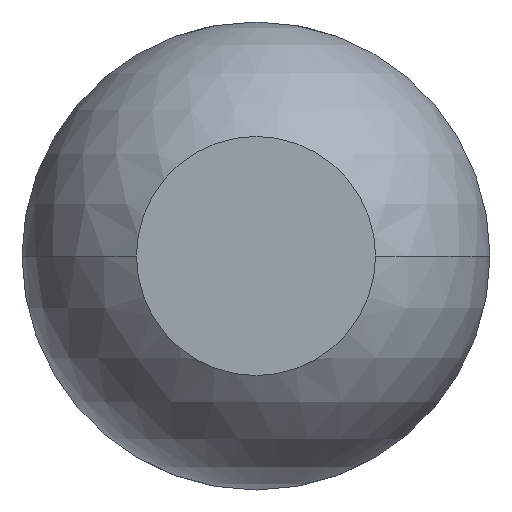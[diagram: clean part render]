
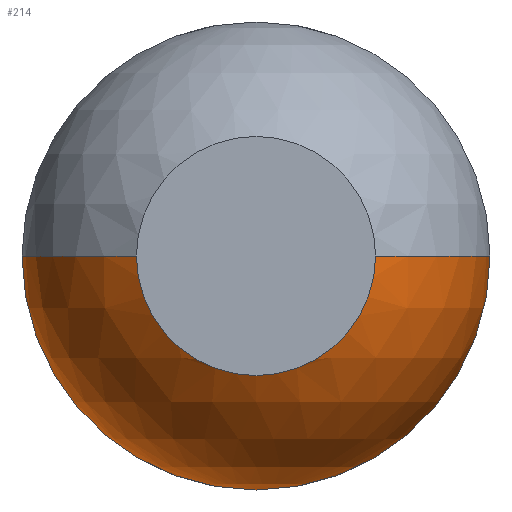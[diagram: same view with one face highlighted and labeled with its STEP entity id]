
A CAD part, front view. The second image highlights one B-rep face of the part: STEP entity #214.
In plain terms, the highlighted spherical face has radius 0.685 mm.
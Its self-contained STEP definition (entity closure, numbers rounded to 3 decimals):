
#44 = CARTESIAN_POINT ( 'NONE',  ( 0., -27., 0. ) ) ;
#132 = DIRECTION ( 'NONE',  ( 0., 0., -1. ) ) ;
#171 = EDGE_CURVE ( 'NONE', #515, #922, #2865, .T. ) ;
#214 = ADVANCED_FACE ( 'Defeature ausgef�hrt1_4', ( #494 ), #3161, .T. ) ;
#261 = EDGE_CURVE ( 'Defeature ausgef�hrt1_17+Defeature ausgef�hrt1_4+Defeature ausgef�hrt1_4+Defeature ausgef�hrt1_4', #2259, #3661, #2301, .T. ) ;
#351 = CARTESIAN_POINT ( 'NONE',  ( 0., -26.411, 0. ) ) ;
#371 = DIRECTION ( 'NONE',  ( 0., 0., -1. ) ) ;
#427 = DIRECTION ( 'NONE',  ( 0., 0., -1. ) ) ;
#494 = FACE_OUTER_BOUND ( 'NONE', #4000, .T. ) ;
#515 = VERTEX_POINT ( 'NONE', #1803 ) ;
#557 = ORIENTED_EDGE ( 'NONE', *, *, #261, .F. ) ;
#707 = AXIS2_PLACEMENT_3D ( 'NONE', #1709, #3986, #427 ) ;
#841 = EDGE_CURVE ( 'Defeature ausgef�hrt1_5+Defeature ausgef�hrt1_4+Defeature ausgef�hrt1_4+Defeature ausgef�hrt1_4', #3253, #1324, #2515, .T. ) ;
#876 = AXIS2_PLACEMENT_3D ( 'NONE', #1979, #2606, #3911 ) ;
#922 = VERTEX_POINT ( 'NONE', #3785 ) ;
#1316 = AXIS2_PLACEMENT_3D ( 'NONE', #351, #3569, #1363 ) ;
#1324 = VERTEX_POINT ( 'NONE', #3446 ) ;
#1363 = DIRECTION ( 'NONE',  ( 1., 0., 0. ) ) ;
#1394 = CARTESIAN_POINT ( 'NONE',  ( 0., -26.411, 0. ) ) ;
#1496 = CARTESIAN_POINT ( 'NONE',  ( 0., -26.411, 0. ) ) ;
#1573 = AXIS2_PLACEMENT_3D ( 'NONE', #3250, #3935, #3607 ) ;
#1709 = CARTESIAN_POINT ( 'NONE',  ( 0., -27., 0. ) ) ;
#1798 = ORIENTED_EDGE ( 'NONE', *, *, #841, .F. ) ;
#1803 = CARTESIAN_POINT ( 'NONE',  ( 0.35, -27., 0. ) ) ;
#1854 = AXIS2_PLACEMENT_3D ( 'NONE', #44, #1982, #371 ) ;
#1979 = CARTESIAN_POINT ( 'NONE',  ( 0., -26.411, 0. ) ) ;
#1982 = DIRECTION ( 'NONE',  ( 0., -1., 0. ) ) ;
#1986 = CIRCLE ( 'NONE', #3131, 0.685 ) ;
#2022 = DIRECTION ( 'NONE',  ( 0., 1., 0. ) ) ;
#2047 = DIRECTION ( 'NONE',  ( 0., 0., 1. ) ) ;
#2103 = ORIENTED_EDGE ( 'NONE', *, *, #171, .F. ) ;
#2152 = ORIENTED_EDGE ( 'NONE', *, *, #3382, .F. ) ;
#2259 = VERTEX_POINT ( 'NONE', #3940 ) ;
#2301 = CIRCLE ( 'NONE', #707, 0.35 ) ;
#2515 = CIRCLE ( 'NONE', #3812, 0.685 ) ;
#2606 = DIRECTION ( 'NONE',  ( 0., 0., 1. ) ) ;
#2716 = DIRECTION ( 'NONE',  ( -1., 0., 0. ) ) ;
#2785 = EDGE_CURVE ( 'NONE', #2259, #1324, #1986, .T. ) ;
#2865 = CIRCLE ( 'NONE', #876, 0.685 ) ;
#3131 = AXIS2_PLACEMENT_3D ( 'NONE', #1394, #132, #2716 ) ;
#3161 = SPHERICAL_SURFACE ( 'NONE', #1316, 0.685 ) ;
#3215 = ORIENTED_EDGE ( 'NONE', *, *, #3982, .F. ) ;
#3244 = ORIENTED_EDGE ( 'NONE', *, *, #2785, .T. ) ;
#3250 = CARTESIAN_POINT ( 'NONE',  ( 0., -26.411, 0. ) ) ;
#3253 = VERTEX_POINT ( 'NONE', #3495 ) ;
#3382 = EDGE_CURVE ( 'Defeature ausgef�hrt1_5+Defeature ausgef�hrt1_4+Defeature ausgef�hrt1_4+Defeature ausgef�hrt1_4', #922, #3253, #3713, .T. ) ;
#3446 = CARTESIAN_POINT ( 'NONE',  ( -0.685, -26.411, 0. ) ) ;
#3447 = CIRCLE ( 'NONE', #1854, 0.35 ) ;
#3495 = CARTESIAN_POINT ( 'NONE',  ( 0., -26.411, -0.685 ) ) ;
#3569 = DIRECTION ( 'NONE',  ( 0., 0., -1. ) ) ;
#3607 = DIRECTION ( 'NONE',  ( 0., 0., 1. ) ) ;
#3661 = VERTEX_POINT ( 'NONE', #3758 ) ;
#3713 = CIRCLE ( 'NONE', #1573, 0.685 ) ;
#3758 = CARTESIAN_POINT ( 'NONE',  ( 0., -27., -0.35 ) ) ;
#3785 = CARTESIAN_POINT ( 'NONE',  ( 0.685, -26.411, 0. ) ) ;
#3812 = AXIS2_PLACEMENT_3D ( 'NONE', #1496, #2022, #2047 ) ;
#3911 = DIRECTION ( 'NONE',  ( 1., 0., 0. ) ) ;
#3935 = DIRECTION ( 'NONE',  ( 0., 1., 0. ) ) ;
#3940 = CARTESIAN_POINT ( 'NONE',  ( -0.35, -27., 0. ) ) ;
#3982 = EDGE_CURVE ( 'Defeature ausgef�hrt1_17+Defeature ausgef�hrt1_4+Defeature ausgef�hrt1_4+Defeature ausgef�hrt1_4', #3661, #515, #3447, .T. ) ;
#3986 = DIRECTION ( 'NONE',  ( 0., -1., 0. ) ) ;
#4000 = EDGE_LOOP ( 'NONE', ( #557, #3244, #1798, #2152, #2103, #3215 ) ) ;
